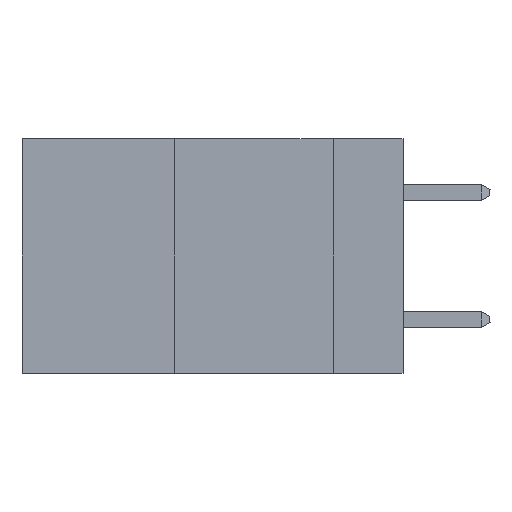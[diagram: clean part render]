
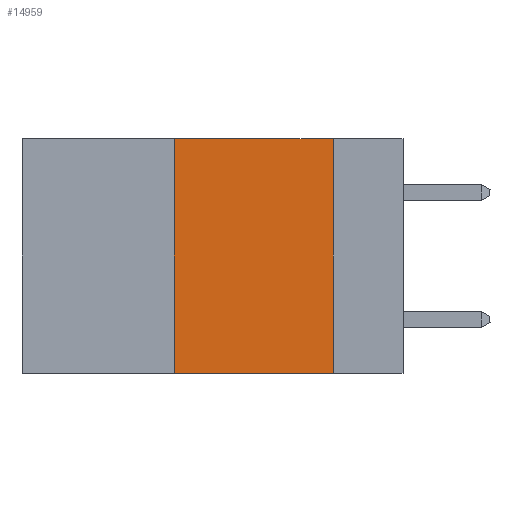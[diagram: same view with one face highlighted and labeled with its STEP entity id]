
A CAD part, left-side view. The second image highlights one B-rep face of the part: STEP entity #14959.
In plain terms, the highlighted planar face has unit normal (-1, 0, 0).
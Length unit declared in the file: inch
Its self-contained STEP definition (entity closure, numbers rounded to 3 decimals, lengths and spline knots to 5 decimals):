
#337 = DIRECTION ( 'NONE',  ( 1., 0., 0. ) ) ;
#1770 = ORIENTED_EDGE ( 'NONE', *, *, #24163, .F. ) ;
#1851 = VECTOR ( 'NONE', #21165, 39.37008 ) ;
#3222 = CARTESIAN_POINT ( 'NONE',  ( 0., 0.36, -0.37 ) ) ;
#4345 = CARTESIAN_POINT ( 'NONE',  ( 0., 0.36, 0. ) ) ;
#7545 = DIRECTION ( 'NONE',  ( 0., 0., 1. ) ) ;
#8691 = DIRECTION ( 'NONE',  ( 0., -1., 0. ) ) ;
#8696 = VERTEX_POINT ( 'NONE', #3222 ) ;
#9427 = CARTESIAN_POINT ( 'NONE',  ( 0., 0.6, 0. ) ) ;
#10069 = VERTEX_POINT ( 'NONE', #18502 ) ;
#10880 = EDGE_CURVE ( 'NONE', #8696, #30885, #36198, .T. ) ;
#11122 = FACE_OUTER_BOUND ( 'NONE', #35311, .T. ) ;
#11454 = AXIS2_PLACEMENT_3D ( 'NONE', #9427, #337, #23522 ) ;
#11979 = LINE ( 'NONE', #36062, #36077 ) ;
#13014 = VECTOR ( 'NONE', #7545, 39.37008 ) ;
#13915 = LINE ( 'NONE', #4345, #13014 ) ;
#13991 = CARTESIAN_POINT ( 'NONE',  ( 0., 0.36, 0. ) ) ;
#14000 = VERTEX_POINT ( 'NONE', #13991 ) ;
#14959 = ADVANCED_FACE ( 'NONE', ( #11122 ), #26508, .F. ) ;
#17580 = ORIENTED_EDGE ( 'NONE', *, *, #10880, .T. ) ;
#18156 = CARTESIAN_POINT ( 'NONE',  ( 0., 0.11, -0.37 ) ) ;
#18502 = CARTESIAN_POINT ( 'NONE',  ( 0., 0.11, 0. ) ) ;
#19833 = EDGE_CURVE ( 'NONE', #8696, #14000, #13915, .T. ) ;
#20783 = EDGE_CURVE ( 'NONE', #14000, #10069, #28118, .T. ) ;
#21165 = DIRECTION ( 'NONE',  ( 0., -1., 0. ) ) ;
#23522 = DIRECTION ( 'NONE',  ( 0., 0., -1. ) ) ;
#23897 = ORIENTED_EDGE ( 'NONE', *, *, #20783, .F. ) ;
#24163 = EDGE_CURVE ( 'NONE', #10069, #30885, #11979, .T. ) ;
#25784 = CARTESIAN_POINT ( 'NONE',  ( 0., 0.6, 0. ) ) ;
#26508 = PLANE ( 'NONE',  #11454 ) ;
#27304 = ORIENTED_EDGE ( 'NONE', *, *, #19833, .F. ) ;
#28118 = LINE ( 'NONE', #25784, #34823 ) ;
#30022 = CARTESIAN_POINT ( 'NONE',  ( 0., 0.6, -0.37 ) ) ;
#30885 = VERTEX_POINT ( 'NONE', #18156 ) ;
#34823 = VECTOR ( 'NONE', #8691, 39.37008 ) ;
#35311 = EDGE_LOOP ( 'NONE', ( #1770, #23897, #27304, #17580 ) ) ;
#35949 = DIRECTION ( 'NONE',  ( 0., 0., -1. ) ) ;
#36062 = CARTESIAN_POINT ( 'NONE',  ( 0., 0.11, 0. ) ) ;
#36077 = VECTOR ( 'NONE', #35949, 39.37008 ) ;
#36198 = LINE ( 'NONE', #30022, #1851 ) ;
